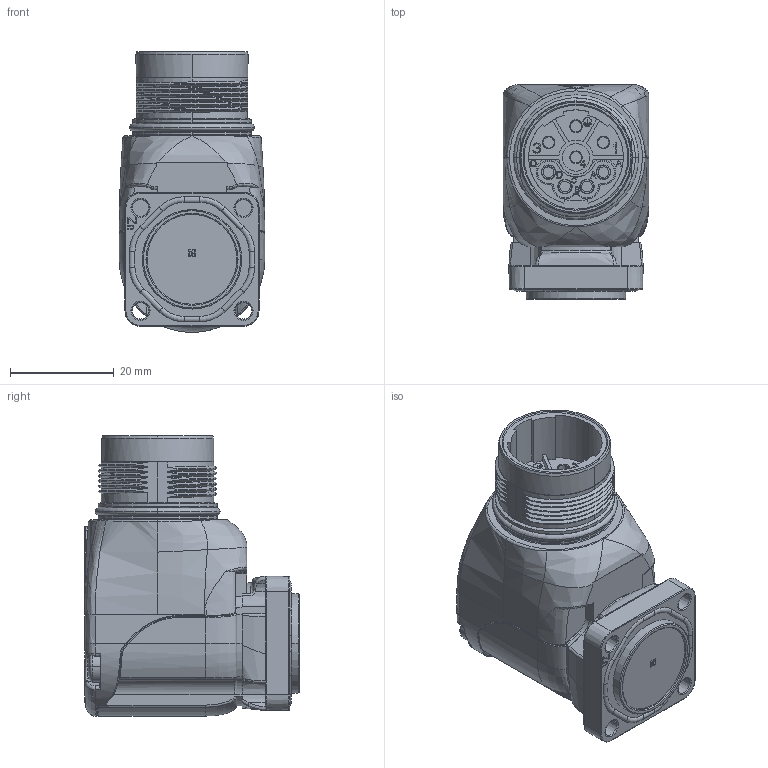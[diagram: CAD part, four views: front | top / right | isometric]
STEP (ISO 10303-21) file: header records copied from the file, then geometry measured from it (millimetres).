
FILE_DESCRIPTION(('SolidDesigner STEP Export'),'2;1');
FILE_NAME('1607046.stp','2009-10-15T 9:24:48',(''),(''),'CoCreate Modeling STEP processor for AP214 (Solid Model)','CoCreate Modeling 16.00A 16-Aug-2008 (C) Parametric Technology GmbH','');
FILE_SCHEMA(('AUTOMOTIVE_DESIGN { 1 0 10303 214 1 1 1 1 }'));
Products named in the file (1): 1607046
Bounding box: 28 x 41.25 x 54 mm (x, y, z)
Volume: 35855.2 mm3; surface area: 9846.1 mm2
Topology: 1 solids, 1 shells, 1185 faces, 3115 edges, 1974 vertices
Faces by surface type: plane 477, cylinder 278, bspline 258, torus 78, cone 71, revolution 10, extrusion 9, sphere 4
Entity records: 72294 total; most frequent: CARTESIAN_POINT 36444, ORIENTED_EDGE 6224, DIRECTION 4462, EDGE_CURVE 3112, VERTEX_POINT 1974, VECTOR 1576, LINE 1560, AXIS2_PLACEMENT_3D 1439
